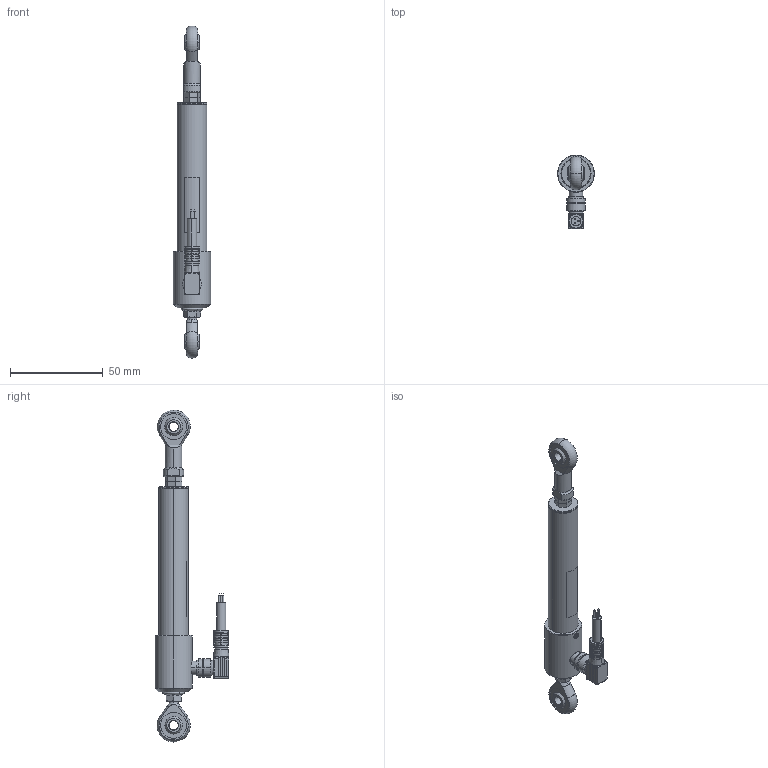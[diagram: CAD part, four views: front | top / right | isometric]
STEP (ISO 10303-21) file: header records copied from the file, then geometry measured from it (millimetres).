
FILE_DESCRIPTION (( 'STEP AP214' ), '1' );
FILE_NAME ('TX2_0050_Stecker_ein.STEP', '2011-01-17T12:58:41', ( 'novotechnik' ), ( 'novotechnik' ), 'SwSTEP 2.0', 'SolidWorks 2010', '' );
FILE_SCHEMA (( 'AUTOMOTIVE_DESIGN' ));
Length unit declared in the file: millimetre
Products named in the file (1): TX2_0050_Stecker_ein
Bounding box: 20 x 39.8 x 179.07 mm (x, y, z)
Surface area: 11908.7 mm2 (no closed solid volume)
Topology: 0 solids, 14 shells, 458 faces, 1218 edges, 748 vertices
Faces by surface type: cylinder 179, plane 143, torus 48, cone 46, bspline 34, sphere 8
Entity records: 20290 total; most frequent: CARTESIAN_POINT 4391, DIRECTION 2280, ORIENTED_EDGE 2196, EDGE_CURVE 1196, AXIS2_PLACEMENT_3D 921, VERTEX_POINT 742, CIRCLE 496, EDGE_LOOP 493
